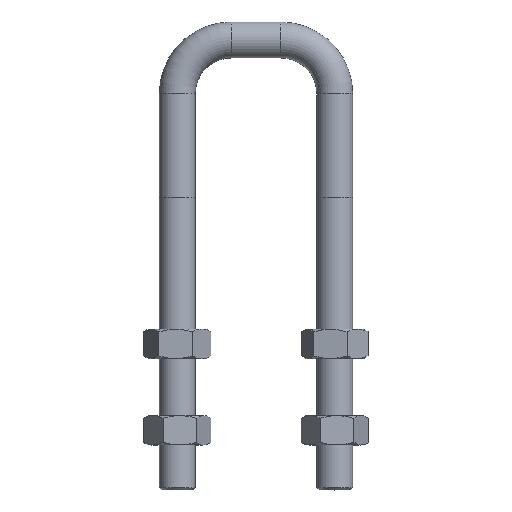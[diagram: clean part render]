
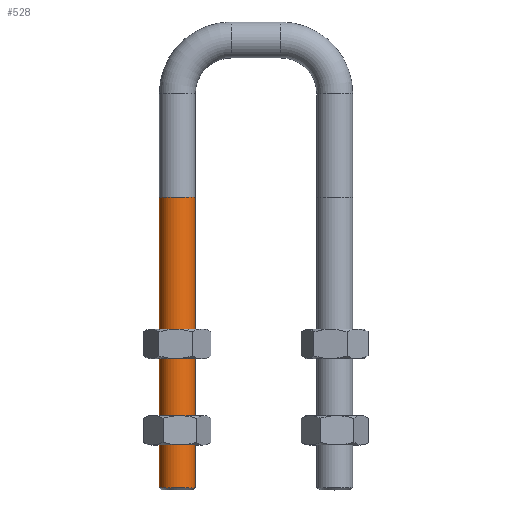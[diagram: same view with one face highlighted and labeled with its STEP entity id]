
A CAD part, top view. The second image highlights one B-rep face of the part: STEP entity #528.
In plain terms, the highlighted cylindrical face has radius 3.995 mm (diameter 7.99 mm), a full revolution.
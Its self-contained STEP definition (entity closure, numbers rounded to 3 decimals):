
#95=FACE_OUTER_BOUND('',#131,.T.);
#131=EDGE_LOOP('',(#364,#365,#366,#367,#368));
#171=LINE('',#908,#187);
#187=VECTOR('',#732,3.995);
#203=CIRCLE('',#646,3.995);
#204=CIRCLE('',#647,3.995);
#205=CIRCLE('',#648,3.995);
#240=VERTEX_POINT('',#905);
#241=VERTEX_POINT('',#907);
#242=VERTEX_POINT('',#909);
#287=EDGE_CURVE('',#240,#240,#203,.T.);
#288=EDGE_CURVE('',#240,#241,#171,.T.);
#289=EDGE_CURVE('',#242,#241,#204,.T.);
#290=EDGE_CURVE('',#241,#242,#205,.T.);
#364=ORIENTED_EDGE('',*,*,#287,.T.);
#365=ORIENTED_EDGE('',*,*,#288,.T.);
#366=ORIENTED_EDGE('',*,*,#289,.F.);
#367=ORIENTED_EDGE('',*,*,#290,.F.);
#368=ORIENTED_EDGE('',*,*,#288,.F.);
#518=CYLINDRICAL_SURFACE('',#645,3.995);
#528=ADVANCED_FACE('',(#95),#518,.T.);
#645=AXIS2_PLACEMENT_3D('',#904,#728,#729);
#646=AXIS2_PLACEMENT_3D('',#906,#730,#731);
#647=AXIS2_PLACEMENT_3D('',#910,#733,#734);
#648=AXIS2_PLACEMENT_3D('',#911,#735,#736);
#728=DIRECTION('center_axis',(0.,1.,0.));
#729=DIRECTION('ref_axis',(-1.,0.,0.));
#730=DIRECTION('center_axis',(0.,-1.,0.));
#731=DIRECTION('ref_axis',(-1.,0.,0.));
#732=DIRECTION('',(0.,-1.,0.));
#733=DIRECTION('center_axis',(0.,-1.,0.));
#734=DIRECTION('ref_axis',(-1.,0.,0.));
#735=DIRECTION('center_axis',(0.,-1.,0.));
#736=DIRECTION('ref_axis',(-1.,0.,0.));
#904=CARTESIAN_POINT('Origin',(0.,0.,0.));
#905=CARTESIAN_POINT('',(3.995,65.,0.));
#906=CARTESIAN_POINT('Origin',(0.,65.,0.));
#907=CARTESIAN_POINT('',(3.995,0.495,0.));
#908=CARTESIAN_POINT('',(3.995,0.,0.));
#909=CARTESIAN_POINT('',(-3.995,0.495,0.));
#910=CARTESIAN_POINT('Origin',(0.,0.495,0.));
#911=CARTESIAN_POINT('Origin',(0.,0.495,0.));
